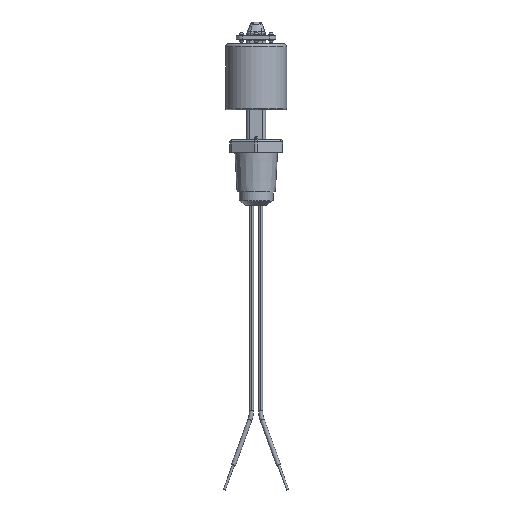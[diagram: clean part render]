
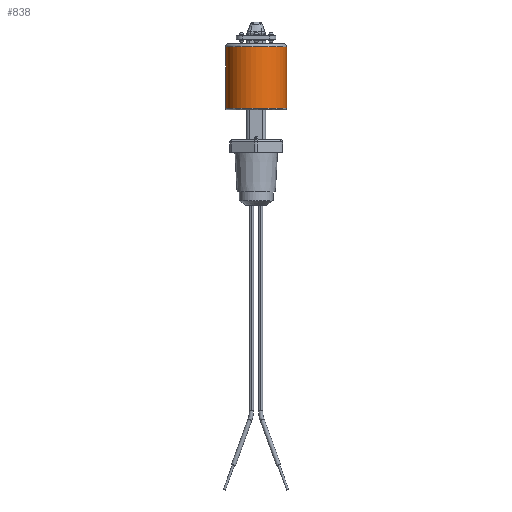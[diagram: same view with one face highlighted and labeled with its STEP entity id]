
A CAD part, front view. The second image highlights one B-rep face of the part: STEP entity #838.
In plain terms, the highlighted cylindrical face has radius 7.366 mm (diameter 14.732 mm), a partial arc.
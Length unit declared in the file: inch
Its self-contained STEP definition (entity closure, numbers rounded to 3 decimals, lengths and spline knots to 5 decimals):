
#11 = CIRCLE ( 'NONE', #8856, 0.29 ) ;
#668 = DIRECTION ( 'NONE',  ( 0., 0., 1. ) ) ;
#702 = EDGE_CURVE ( 'NONE', #6089, #8484, #8550, .T. ) ;
#743 = CARTESIAN_POINT ( 'NONE',  ( 0., 0.00003, 0.40403 ) ) ;
#838 = ADVANCED_FACE ( 'NONE', ( #10492 ), #6269, .T. ) ;
#1125 = CARTESIAN_POINT ( 'NONE',  ( -0.29, 0.00003, 1.00403 ) ) ;
#1229 = EDGE_CURVE ( 'NONE', #8484, #12475, #5664, .T. ) ;
#1919 = CARTESIAN_POINT ( 'NONE',  ( -0.29, 0.00003, 0.41903 ) ) ;
#2043 = DIRECTION ( 'NONE',  ( 0., 0., -1. ) ) ;
#2117 = DIRECTION ( 'NONE',  ( 0., 0., 1. ) ) ;
#2393 = VECTOR ( 'NONE', #2117, 39.37008 ) ;
#2886 = ORIENTED_EDGE ( 'NONE', *, *, #1229, .T. ) ;
#3238 = CARTESIAN_POINT ( 'NONE',  ( -0.29, 0.00003, 0.40403 ) ) ;
#3278 = ORIENTED_EDGE ( 'NONE', *, *, #12286, .T. ) ;
#4169 = CARTESIAN_POINT ( 'NONE',  ( 0., 0.00003, 1.00403 ) ) ;
#4579 = CARTESIAN_POINT ( 'NONE',  ( 0.29, 0.00003, 1.00403 ) ) ;
#4626 = EDGE_LOOP ( 'NONE', ( #3278, #9869, #2886, #8087 ) ) ;
#4853 = CARTESIAN_POINT ( 'NONE',  ( 0.29, 0.00003, 0.41903 ) ) ;
#4889 = DIRECTION ( 'NONE',  ( 0., 0., 1. ) ) ;
#5159 = DIRECTION ( 'NONE',  ( -1., 0., 0. ) ) ;
#5516 = DIRECTION ( 'NONE',  ( 0., 0., 1. ) ) ;
#5664 = CIRCLE ( 'NONE', #7452, 0.29 ) ;
#5854 = AXIS2_PLACEMENT_3D ( 'NONE', #743, #668, #9372 ) ;
#6089 = VERTEX_POINT ( 'NONE', #4853 ) ;
#6269 = CYLINDRICAL_SURFACE ( 'NONE', #5854, 0.29 ) ;
#7452 = AXIS2_PLACEMENT_3D ( 'NONE', #4169, #2043, #5159 ) ;
#7503 = CARTESIAN_POINT ( 'NONE',  ( 0.29, 0.00003, 0.40403 ) ) ;
#8062 = DIRECTION ( 'NONE',  ( -1., 0., 0. ) ) ;
#8087 = ORIENTED_EDGE ( 'NONE', *, *, #8995, .F. ) ;
#8484 = VERTEX_POINT ( 'NONE', #4579 ) ;
#8550 = LINE ( 'NONE', #7503, #2393 ) ;
#8856 = AXIS2_PLACEMENT_3D ( 'NONE', #13590, #4889, #8062 ) ;
#8995 = EDGE_CURVE ( 'NONE', #10912, #12475, #12939, .T. ) ;
#9372 = DIRECTION ( 'NONE',  ( -1., 0., 0. ) ) ;
#9869 = ORIENTED_EDGE ( 'NONE', *, *, #702, .T. ) ;
#10492 = FACE_OUTER_BOUND ( 'NONE', #4626, .T. ) ;
#10912 = VERTEX_POINT ( 'NONE', #1919 ) ;
#11946 = VECTOR ( 'NONE', #5516, 39.37008 ) ;
#12286 = EDGE_CURVE ( 'NONE', #10912, #6089, #11, .T. ) ;
#12475 = VERTEX_POINT ( 'NONE', #1125 ) ;
#12939 = LINE ( 'NONE', #3238, #11946 ) ;
#13590 = CARTESIAN_POINT ( 'NONE',  ( 0., 0.00003, 0.41903 ) ) ;
